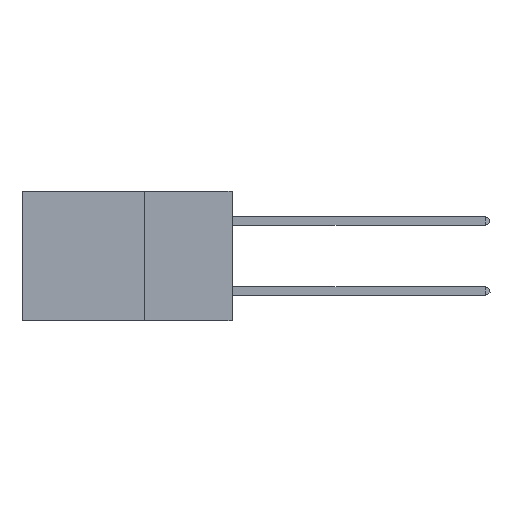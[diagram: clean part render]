
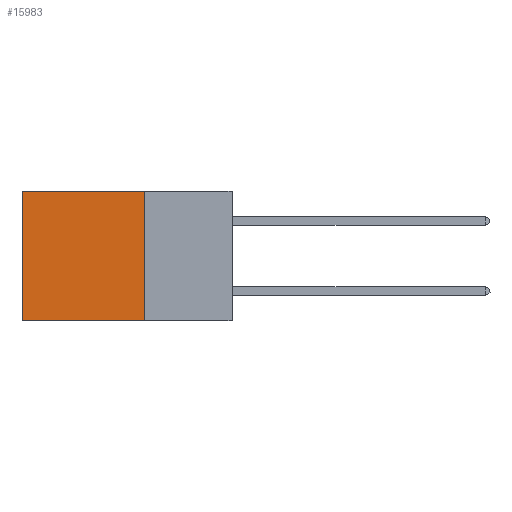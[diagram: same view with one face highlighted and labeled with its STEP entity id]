
A CAD part, left-side view. The second image highlights one B-rep face of the part: STEP entity #15983.
In plain terms, the highlighted planar face has unit normal (-1, 0, 0).
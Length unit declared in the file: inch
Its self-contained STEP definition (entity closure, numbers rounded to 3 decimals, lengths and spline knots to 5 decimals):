
#2047 = LINE ( 'NONE', #8157, #24281 ) ;
#2755 = DIRECTION ( 'NONE',  ( 0., 1., 0. ) ) ;
#3774 = VECTOR ( 'NONE', #2755, 39.37008 ) ;
#4125 = ORIENTED_EDGE ( 'NONE', *, *, #33045, .T. ) ;
#5423 = VERTEX_POINT ( 'NONE', #14884 ) ;
#7034 = LINE ( 'NONE', #26401, #8946 ) ;
#7335 = ORIENTED_EDGE ( 'NONE', *, *, #13006, .F. ) ;
#8157 = CARTESIAN_POINT ( 'NONE',  ( 0.2875, 0.25, 0. ) ) ;
#8946 = VECTOR ( 'NONE', #31945, 39.37008 ) ;
#9079 = ORIENTED_EDGE ( 'NONE', *, *, #36254, .F. ) ;
#10912 = CARTESIAN_POINT ( 'NONE',  ( 0.2875, 0.25, -0.37 ) ) ;
#12639 = VERTEX_POINT ( 'NONE', #34735 ) ;
#12802 = DIRECTION ( 'NONE',  ( 1., 0., 0. ) ) ;
#13006 = EDGE_CURVE ( 'NONE', #27360, #5423, #16844, .T. ) ;
#14861 = CARTESIAN_POINT ( 'NONE',  ( 0.2875, 0.25, 0. ) ) ;
#14884 = CARTESIAN_POINT ( 'NONE',  ( 0.2875, 0.6, -0.37 ) ) ;
#15223 = FACE_OUTER_BOUND ( 'NONE', #19125, .T. ) ;
#15983 = ADVANCED_FACE ( 'NONE', ( #15223 ), #23721, .F. ) ;
#16440 = VERTEX_POINT ( 'NONE', #30044 ) ;
#16844 = LINE ( 'NONE', #10912, #3774 ) ;
#18209 = CARTESIAN_POINT ( 'NONE',  ( 0.2875, 0.25, -0.37 ) ) ;
#18752 = AXIS2_PLACEMENT_3D ( 'NONE', #14861, #12802, #35110 ) ;
#19125 = EDGE_LOOP ( 'NONE', ( #28458, #7335, #9079, #4125 ) ) ;
#20233 = CARTESIAN_POINT ( 'NONE',  ( 0.2875, 0.6, 0. ) ) ;
#23721 = PLANE ( 'NONE',  #18752 ) ;
#24281 = VECTOR ( 'NONE', #30312, 39.37008 ) ;
#24519 = VECTOR ( 'NONE', #31453, 39.37008 ) ;
#26085 = EDGE_CURVE ( 'NONE', #12639, #5423, #29067, .T. ) ;
#26401 = CARTESIAN_POINT ( 'NONE',  ( 0.2875, 0.25, 0. ) ) ;
#27360 = VERTEX_POINT ( 'NONE', #18209 ) ;
#28458 = ORIENTED_EDGE ( 'NONE', *, *, #26085, .T. ) ;
#29067 = LINE ( 'NONE', #20233, #24519 ) ;
#30044 = CARTESIAN_POINT ( 'NONE',  ( 0.2875, 0.25, 0. ) ) ;
#30312 = DIRECTION ( 'NONE',  ( 0., 0., -1. ) ) ;
#31453 = DIRECTION ( 'NONE',  ( 0., 0., -1. ) ) ;
#31945 = DIRECTION ( 'NONE',  ( 0., 1., 0. ) ) ;
#33045 = EDGE_CURVE ( 'NONE', #16440, #12639, #7034, .T. ) ;
#34735 = CARTESIAN_POINT ( 'NONE',  ( 0.2875, 0.6, 0. ) ) ;
#35110 = DIRECTION ( 'NONE',  ( 0., 0., -1. ) ) ;
#36254 = EDGE_CURVE ( 'NONE', #16440, #27360, #2047, .T. ) ;
